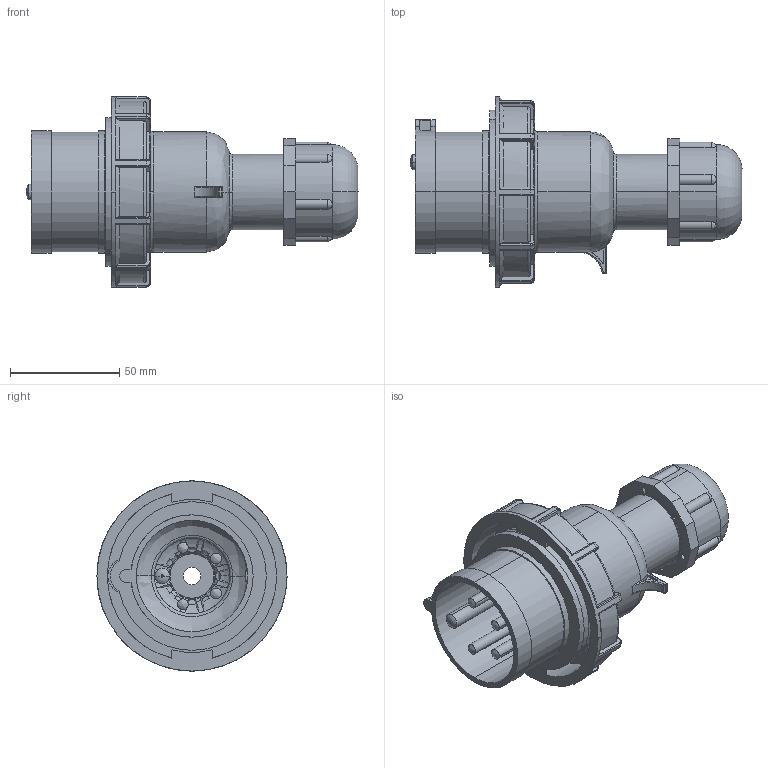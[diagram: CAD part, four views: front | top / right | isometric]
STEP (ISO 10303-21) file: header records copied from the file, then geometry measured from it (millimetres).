
FILE_DESCRIPTION (( 'STEP AP214' ), '1' );
FILE_NAME ('RS-0152.STEP', '2024-03-26T03:03:04', ( '' ), ( '' ), 'SwSTEP 2.0', 'SolidWorks 2016', '' );
FILE_SCHEMA (( 'AUTOMOTIVE_DESIGN' ));
Length unit declared in the file: millimetre
Products named in the file (1): RS-0152
Bounding box: 151.95 x 87 x 87 mm (x, y, z)
Surface area: 60103.6 mm2 (no closed solid volume)
Topology: 0 solids, 26 shells, 509 faces, 1756 edges, 1246 vertices
Faces by surface type: cylinder 207, plane 153, bspline 132, cone 13, torus 4
Entity records: 34266 total; most frequent: CARTESIAN_POINT 15593, ORIENTED_EDGE 2879, DIRECTION 2110, EDGE_CURVE 1742, VERTEX_POINT 1246, AXIS2_PLACEMENT_3D 715, VECTOR 680, LINE 680
